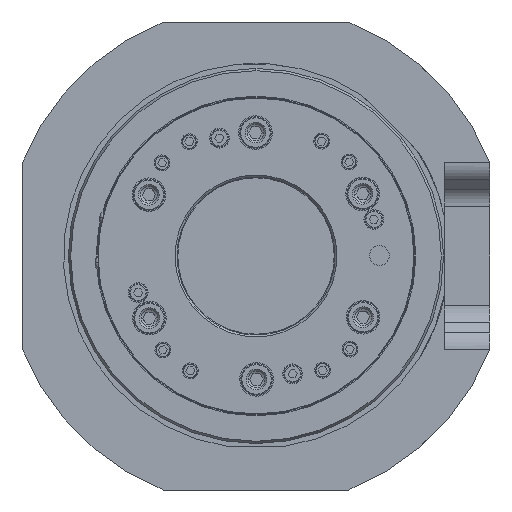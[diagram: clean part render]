
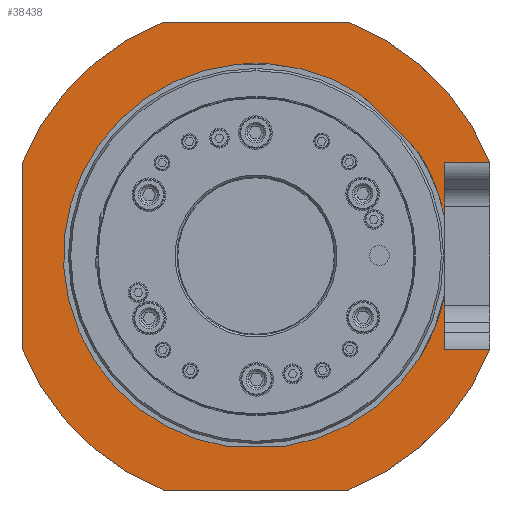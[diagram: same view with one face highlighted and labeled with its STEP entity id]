
A CAD part, front view. The second image highlights one B-rep face of the part: STEP entity #38438.
In plain terms, the highlighted planar face has unit normal (0, -1, 0).
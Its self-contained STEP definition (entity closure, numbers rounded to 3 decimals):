
#194 = CIRCLE ( 'NONE', #6097, 97.5 ) ;
#710 = VECTOR ( 'NONE', #32149, 1000. ) ;
#821 = EDGE_CURVE ( 'NONE', #47567, #24828, #17212, .T. ) ;
#1171 = AXIS2_PLACEMENT_3D ( 'NONE', #92805, #90943, #81037 ) ;
#1808 = EDGE_CURVE ( 'NONE', #14458, #93733, #12118, .T. ) ;
#1810 = VECTOR ( 'NONE', #122438, 1000. ) ;
#2856 = AXIS2_PLACEMENT_3D ( 'NONE', #47819, #85637, #38500 ) ;
#3023 = ORIENTED_EDGE ( 'NONE', *, *, #111459, .F. ) ;
#5360 = CARTESIAN_POINT ( 'NONE',  ( 118.373, 100., 47.371 ) ) ;
#5714 = CARTESIAN_POINT ( 'NONE',  ( 47.053, 100., 118.5 ) ) ;
#6097 = AXIS2_PLACEMENT_3D ( 'NONE', #18930, #9032, #46748 ) ;
#7475 = CARTESIAN_POINT ( 'NONE',  ( -118.5, 100., -47.053 ) ) ;
#7645 = CARTESIAN_POINT ( 'NONE',  ( -47.053, 100., -118.5 ) ) ;
#8551 = CARTESIAN_POINT ( 'NONE',  ( 0., 100., 0. ) ) ;
#8908 = DIRECTION ( 'NONE',  ( 0., -1., 0. ) ) ;
#9032 = DIRECTION ( 'NONE',  ( 0., -1., 0. ) ) ;
#9165 = CIRCLE ( 'NONE', #110083, 127.5 ) ;
#9791 = VERTEX_POINT ( 'NONE', #88299 ) ;
#9950 = ORIENTED_EDGE ( 'NONE', *, *, #15504, .T. ) ;
#10164 = CARTESIAN_POINT ( 'NONE',  ( 81.421, 100., 53.636 ) ) ;
#12118 = LINE ( 'NONE', #78313, #53134 ) ;
#13166 = DIRECTION ( 'NONE',  ( 0., 0., -1. ) ) ;
#14458 = VERTEX_POINT ( 'NONE', #7475 ) ;
#15504 = EDGE_CURVE ( 'NONE', #14458, #17639, #93794, .T. ) ;
#15977 = DIRECTION ( 'NONE',  ( 0., 0., 1. ) ) ;
#16625 = DIRECTION ( 'NONE',  ( 0., 0., 1. ) ) ;
#16690 = DIRECTION ( 'NONE',  ( 1., 0., 0. ) ) ;
#17212 = LINE ( 'NONE', #100873, #106704 ) ;
#17639 = VERTEX_POINT ( 'NONE', #7645 ) ;
#18930 = CARTESIAN_POINT ( 'NONE',  ( 0., 100., 0. ) ) ;
#19112 = EDGE_CURVE ( 'NONE', #53508, #27358, #54311, .T. ) ;
#20087 = VERTEX_POINT ( 'NONE', #47245 ) ;
#20161 = AXIS2_PLACEMENT_3D ( 'NONE', #36726, #8908, #13166 ) ;
#20841 = ORIENTED_EDGE ( 'NONE', *, *, #71522, .T. ) ;
#21830 = ORIENTED_EDGE ( 'NONE', *, *, #821, .T. ) ;
#22292 = CARTESIAN_POINT ( 'NONE',  ( 0., 100., -47.371 ) ) ;
#24828 = VERTEX_POINT ( 'NONE', #113453 ) ;
#25481 = VERTEX_POINT ( 'NONE', #75136 ) ;
#25920 = CARTESIAN_POINT ( 'NONE',  ( 95.5, 100., 0. ) ) ;
#27358 = VERTEX_POINT ( 'NONE', #59811 ) ;
#29849 = ORIENTED_EDGE ( 'NONE', *, *, #37598, .T. ) ;
#30567 = VERTEX_POINT ( 'NONE', #83954 ) ;
#32093 = VECTOR ( 'NONE', #16690, 1000. ) ;
#32149 = DIRECTION ( 'NONE',  ( 1., 0., 0. ) ) ;
#34258 = LINE ( 'NONE', #81959, #47320 ) ;
#35249 = CARTESIAN_POINT ( 'NONE',  ( 118.5, 100., 118.5 ) ) ;
#35476 = AXIS2_PLACEMENT_3D ( 'NONE', #67756, #106255, #107466 ) ;
#36726 = CARTESIAN_POINT ( 'NONE',  ( 0., 100., 0. ) ) ;
#36755 = CIRCLE ( 'NONE', #68431, 97.5 ) ;
#37598 = EDGE_CURVE ( 'NONE', #38773, #53508, #89118, .T. ) ;
#38137 = DIRECTION ( 'NONE',  ( 0., 0., -1. ) ) ;
#38438 = ADVANCED_FACE ( 'NONE', ( #55504 ), #64197, .T. ) ;
#38500 = DIRECTION ( 'NONE',  ( 0., 0., -1. ) ) ;
#38773 = VERTEX_POINT ( 'NONE', #91526 ) ;
#38837 = ORIENTED_EDGE ( 'NONE', *, *, #68004, .F. ) ;
#43797 = DIRECTION ( 'NONE',  ( 0., 0., -1. ) ) ;
#43891 = LINE ( 'NONE', #35249, #32093 ) ;
#46748 = DIRECTION ( 'NONE',  ( 0., 0., -1. ) ) ;
#46770 = LINE ( 'NONE', #84580, #1810 ) ;
#47245 = CARTESIAN_POINT ( 'NONE',  ( -47.053, 100., 118.5 ) ) ;
#47320 = VECTOR ( 'NONE', #53403, 1000. ) ;
#47463 = DIRECTION ( 'NONE',  ( 0., -1., 0. ) ) ;
#47567 = VERTEX_POINT ( 'NONE', #78430 ) ;
#47819 = CARTESIAN_POINT ( 'NONE',  ( 0., 100., 0. ) ) ;
#51125 = EDGE_CURVE ( 'NONE', #97056, #9791, #99638, .T. ) ;
#51926 = CARTESIAN_POINT ( 'NONE',  ( 118.5, 100., 47.371 ) ) ;
#53134 = VECTOR ( 'NONE', #98816, 1000. ) ;
#53403 = DIRECTION ( 'NONE',  ( 1., 0., 0. ) ) ;
#53508 = VERTEX_POINT ( 'NONE', #101173 ) ;
#54311 = LINE ( 'NONE', #25920, #104084 ) ;
#55504 = FACE_OUTER_BOUND ( 'NONE', #75138, .T. ) ;
#56223 = AXIS2_PLACEMENT_3D ( 'NONE', #104531, #47463, #38137 ) ;
#59811 = CARTESIAN_POINT ( 'NONE',  ( 95.5, 100., -19.647 ) ) ;
#63045 = ORIENTED_EDGE ( 'NONE', *, *, #82563, .F. ) ;
#64197 = PLANE ( 'NONE',  #56223 ) ;
#64414 = ORIENTED_EDGE ( 'NONE', *, *, #92535, .T. ) ;
#67756 = CARTESIAN_POINT ( 'NONE',  ( 0., 100., 0. ) ) ;
#68004 = EDGE_CURVE ( 'NONE', #47567, #97056, #194, .T. ) ;
#68281 = CIRCLE ( 'NONE', #1171, 127.5 ) ;
#68431 = AXIS2_PLACEMENT_3D ( 'NONE', #8551, #109568, #43797 ) ;
#69036 = ORIENTED_EDGE ( 'NONE', *, *, #121164, .F. ) ;
#70217 = CARTESIAN_POINT ( 'NONE',  ( 0., 100., 0. ) ) ;
#70485 = DIRECTION ( 'NONE',  ( -0.707, 0., 0.707 ) ) ;
#71522 = EDGE_CURVE ( 'NONE', #117086, #38773, #68281, .T. ) ;
#75136 = CARTESIAN_POINT ( 'NONE',  ( -13.928, 100., -96.5 ) ) ;
#75138 = EDGE_LOOP ( 'NONE', ( #9950, #69036, #20841, #29849, #106303, #102626, #63045, #3023, #102774, #38837, #21830, #64414, #96999, #86042, #100296, #85438 ) ) ;
#75445 = CIRCLE ( 'NONE', #20161, 97.5 ) ;
#77655 = DIRECTION ( 'NONE',  ( 0., 0., -1. ) ) ;
#78313 = CARTESIAN_POINT ( 'NONE',  ( -118.5, 100., 118.5 ) ) ;
#78430 = CARTESIAN_POINT ( 'NONE',  ( 95.5, 100., 19.647 ) ) ;
#81037 = DIRECTION ( 'NONE',  ( 0., 0., -1. ) ) ;
#81620 = VERTEX_POINT ( 'NONE', #5360 ) ;
#81959 = CARTESIAN_POINT ( 'NONE',  ( 53.664, 100., -96.5 ) ) ;
#82563 = EDGE_CURVE ( 'NONE', #25481, #30567, #34258, .T. ) ;
#83954 = CARTESIAN_POINT ( 'NONE',  ( 13.928, 100., -96.5 ) ) ;
#84580 = CARTESIAN_POINT ( 'NONE',  ( 118.5, 100., -118.5 ) ) ;
#85438 = ORIENTED_EDGE ( 'NONE', *, *, #1808, .F. ) ;
#85637 = DIRECTION ( 'NONE',  ( 0., -1., 0. ) ) ;
#86042 = ORIENTED_EDGE ( 'NONE', *, *, #90076, .F. ) ;
#86413 = VERTEX_POINT ( 'NONE', #5714 ) ;
#87916 = LINE ( 'NONE', #51926, #710 ) ;
#88299 = CARTESIAN_POINT ( 'NONE',  ( 53.636, 100., 81.421 ) ) ;
#88856 = CIRCLE ( 'NONE', #35476, 127.5 ) ;
#89118 = LINE ( 'NONE', #22292, #111530 ) ;
#90076 = EDGE_CURVE ( 'NONE', #20087, #86413, #43891, .T. ) ;
#90784 = VECTOR ( 'NONE', #70485, 1000. ) ;
#90943 = DIRECTION ( 'NONE',  ( 0., -1., 0. ) ) ;
#91526 = CARTESIAN_POINT ( 'NONE',  ( 118.373, 100., -47.371 ) ) ;
#92535 = EDGE_CURVE ( 'NONE', #24828, #81620, #87916, .T. ) ;
#92805 = CARTESIAN_POINT ( 'NONE',  ( 0., 100., 0. ) ) ;
#93733 = VERTEX_POINT ( 'NONE', #115339 ) ;
#93794 = CIRCLE ( 'NONE', #2856, 127.5 ) ;
#94773 = EDGE_CURVE ( 'NONE', #30567, #27358, #36755, .T. ) ;
#96916 = DIRECTION ( 'NONE',  ( 0., -1., 0. ) ) ;
#96999 = ORIENTED_EDGE ( 'NONE', *, *, #105279, .T. ) ;
#97056 = VERTEX_POINT ( 'NONE', #10164 ) ;
#97252 = DIRECTION ( 'NONE',  ( -1., 0., 0. ) ) ;
#97983 = CARTESIAN_POINT ( 'NONE',  ( 47.053, 100., -118.5 ) ) ;
#98816 = DIRECTION ( 'NONE',  ( 0., 0., 1. ) ) ;
#99638 = LINE ( 'NONE', #116435, #90784 ) ;
#100296 = ORIENTED_EDGE ( 'NONE', *, *, #104559, .T. ) ;
#100873 = CARTESIAN_POINT ( 'NONE',  ( 95.5, 100., 0. ) ) ;
#101173 = CARTESIAN_POINT ( 'NONE',  ( 95.5, 100., -47.371 ) ) ;
#102626 = ORIENTED_EDGE ( 'NONE', *, *, #94773, .F. ) ;
#102774 = ORIENTED_EDGE ( 'NONE', *, *, #51125, .F. ) ;
#104084 = VECTOR ( 'NONE', #16625, 1000. ) ;
#104531 = CARTESIAN_POINT ( 'NONE',  ( 0., 100., 0. ) ) ;
#104559 = EDGE_CURVE ( 'NONE', #20087, #93733, #88856, .T. ) ;
#105279 = EDGE_CURVE ( 'NONE', #81620, #86413, #9165, .T. ) ;
#106255 = DIRECTION ( 'NONE',  ( 0., -1., 0. ) ) ;
#106303 = ORIENTED_EDGE ( 'NONE', *, *, #19112, .T. ) ;
#106704 = VECTOR ( 'NONE', #15977, 1000. ) ;
#107466 = DIRECTION ( 'NONE',  ( 0., 0., -1. ) ) ;
#109568 = DIRECTION ( 'NONE',  ( 0., -1., 0. ) ) ;
#110083 = AXIS2_PLACEMENT_3D ( 'NONE', #70217, #96916, #77655 ) ;
#111459 = EDGE_CURVE ( 'NONE', #9791, #25481, #75445, .T. ) ;
#111530 = VECTOR ( 'NONE', #97252, 1000. ) ;
#113453 = CARTESIAN_POINT ( 'NONE',  ( 95.5, 100., 47.371 ) ) ;
#115339 = CARTESIAN_POINT ( 'NONE',  ( -118.5, 100., 47.053 ) ) ;
#116435 = CARTESIAN_POINT ( 'NONE',  ( 141.189, 100., -6.131 ) ) ;
#117086 = VERTEX_POINT ( 'NONE', #97983 ) ;
#121164 = EDGE_CURVE ( 'NONE', #117086, #17639, #46770, .T. ) ;
#122438 = DIRECTION ( 'NONE',  ( -1., 0., 0. ) ) ;
